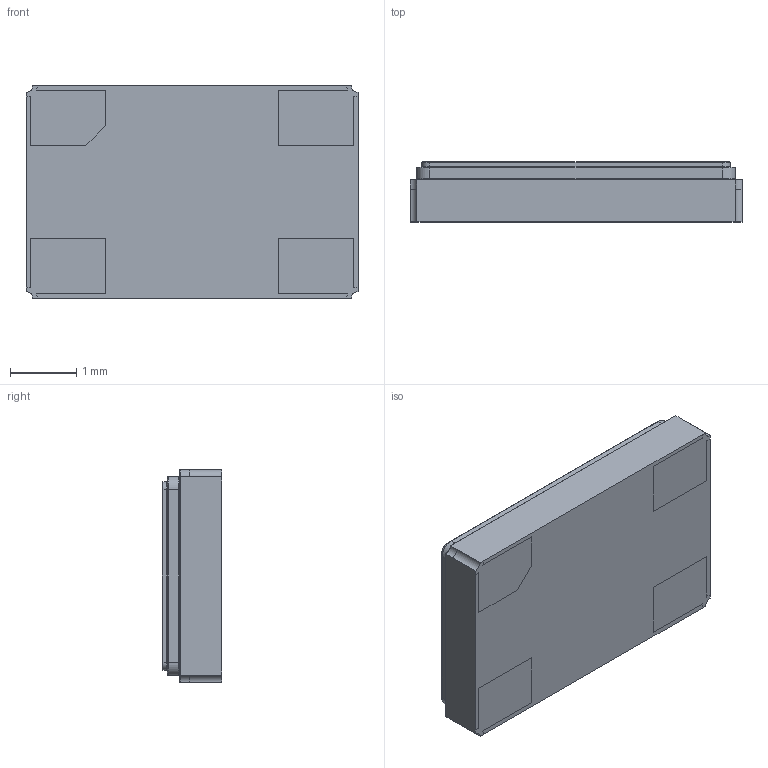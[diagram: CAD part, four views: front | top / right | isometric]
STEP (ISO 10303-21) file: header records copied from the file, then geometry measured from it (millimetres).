
FILE_DESCRIPTION (( 'STEP AP214' ), '1' );
FILE_NAME ('Crystal SMD 7B series 5.0x3.20.STEP', '2014-05-12T10:57:48', ( 'Master' ), ( '' ), 'SwSTEP 2.0', 'SolidWorks 2013', '' );
FILE_SCHEMA (( 'AUTOMOTIVE_DESIGN' ));
Length unit declared in the file: millimetre
Products named in the file (1): Crystal SMD 7B series 5.0x3.20
Bounding box: 5 x 0.9 x 3.2 mm (x, y, z)
Volume: 13.9 mm3; surface area: 46.1 mm2
Topology: 1 solids, 1 shells, 156 faces, 413 edges, 269 vertices
Faces by surface type: plane 55, bspline 45, cylinder 36, torus 20
Entity records: 8121 total; most frequent: CARTESIAN_POINT 3804, ORIENTED_EDGE 826, DIRECTION 627, EDGE_CURVE 413, VERTEX_POINT 269, VECTOR 227, LINE 227, AXIS2_PLACEMENT_3D 200
